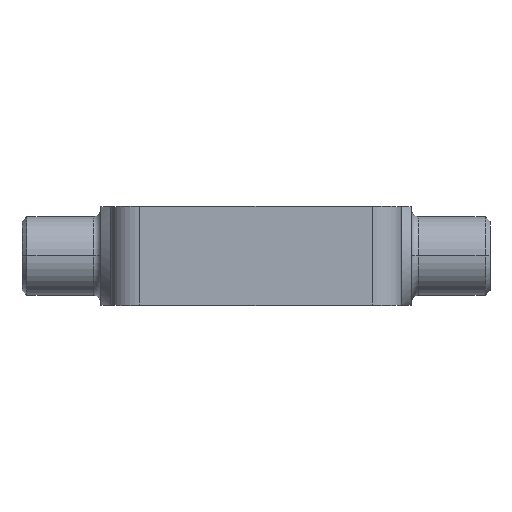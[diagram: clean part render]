
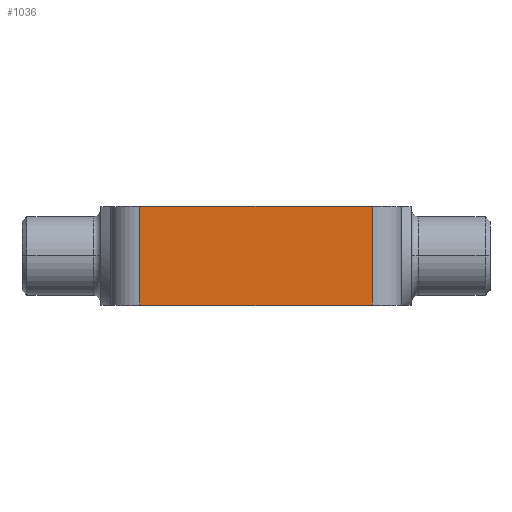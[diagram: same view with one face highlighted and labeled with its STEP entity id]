
A CAD part, top view. The second image highlights one B-rep face of the part: STEP entity #1036.
In plain terms, the highlighted planar face has unit normal (0, 0, 1).
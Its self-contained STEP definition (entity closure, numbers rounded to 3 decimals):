
#18 = DIRECTION ( 'NONE',  ( -1., 0., 0. ) ) ;
#25 = DIRECTION ( 'NONE',  ( 0., 0., -1. ) ) ;
#61 = DIRECTION ( 'NONE',  ( 1., 0., 0. ) ) ;
#130 = ORIENTED_EDGE ( 'NONE', *, *, #388, .F. ) ;
#151 = PLANE ( 'NONE',  #1440 ) ;
#168 = VECTOR ( 'NONE', #801, 1000. ) ;
#195 = CARTESIAN_POINT ( 'NONE',  ( -23.6, 20., 29.5 ) ) ;
#201 = CARTESIAN_POINT ( 'NONE',  ( -23.6, 20., 29.5 ) ) ;
#216 = LINE ( 'NONE', #808, #168 ) ;
#325 = DIRECTION ( 'NONE',  ( 0., -1., 0. ) ) ;
#374 = CARTESIAN_POINT ( 'NONE',  ( -23.6, 20., 29.5 ) ) ;
#388 = EDGE_CURVE ( 'NONE', #1183, #1275, #1161, .T. ) ;
#413 = VECTOR ( 'NONE', #1262, 1000. ) ;
#444 = CARTESIAN_POINT ( 'NONE',  ( -23.6, 0., 29.5 ) ) ;
#572 = VERTEX_POINT ( 'NONE', #624 ) ;
#624 = CARTESIAN_POINT ( 'NONE',  ( 23.6, 0., 29.5 ) ) ;
#678 = EDGE_CURVE ( 'NONE', #1183, #838, #1377, .T. ) ;
#728 = CARTESIAN_POINT ( 'NONE',  ( 23.6, 20., 29.5 ) ) ;
#801 = DIRECTION ( 'NONE',  ( 0., -1., 0. ) ) ;
#808 = CARTESIAN_POINT ( 'NONE',  ( 23.6, 20., 29.5 ) ) ;
#838 = VERTEX_POINT ( 'NONE', #444 ) ;
#926 = EDGE_CURVE ( 'NONE', #838, #572, #1312, .T. ) ;
#936 = EDGE_CURVE ( 'NONE', #1275, #572, #216, .T. ) ;
#1023 = ORIENTED_EDGE ( 'NONE', *, *, #678, .T. ) ;
#1036 = ADVANCED_FACE ( 'NONE', ( #1287 ), #151, .F. ) ;
#1090 = EDGE_LOOP ( 'NONE', ( #1203, #1130, #130, #1023 ) ) ;
#1123 = VECTOR ( 'NONE', #61, 1000. ) ;
#1130 = ORIENTED_EDGE ( 'NONE', *, *, #936, .F. ) ;
#1161 = LINE ( 'NONE', #195, #1123 ) ;
#1183 = VERTEX_POINT ( 'NONE', #1293 ) ;
#1203 = ORIENTED_EDGE ( 'NONE', *, *, #926, .T. ) ;
#1262 = DIRECTION ( 'NONE',  ( 1., 0., 0. ) ) ;
#1270 = CARTESIAN_POINT ( 'NONE',  ( -23.6, 0., 29.5 ) ) ;
#1275 = VERTEX_POINT ( 'NONE', #728 ) ;
#1287 = FACE_OUTER_BOUND ( 'NONE', #1090, .T. ) ;
#1293 = CARTESIAN_POINT ( 'NONE',  ( -23.6, 20., 29.5 ) ) ;
#1312 = LINE ( 'NONE', #1270, #413 ) ;
#1336 = VECTOR ( 'NONE', #325, 1000. ) ;
#1377 = LINE ( 'NONE', #374, #1336 ) ;
#1440 = AXIS2_PLACEMENT_3D ( 'NONE', #201, #25, #18 ) ;
